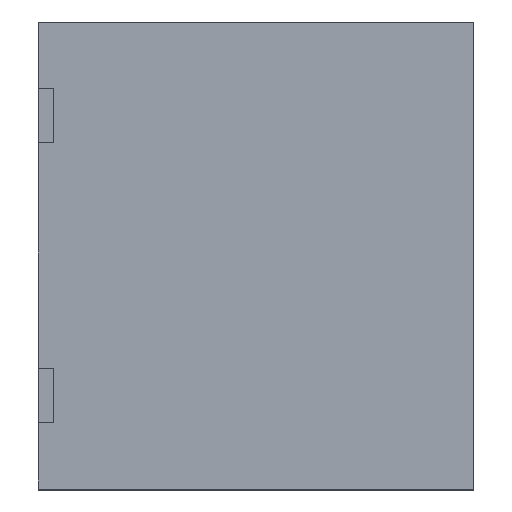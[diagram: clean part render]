
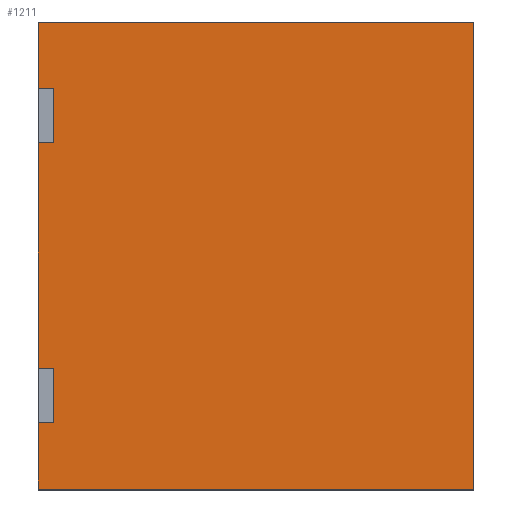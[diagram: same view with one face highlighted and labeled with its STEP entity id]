
A CAD part, top view. The second image highlights one B-rep face of the part: STEP entity #1211.
In plain terms, the highlighted planar face has unit normal (0, 0, 1).
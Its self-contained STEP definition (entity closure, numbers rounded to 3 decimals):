
#29 = CARTESIAN_POINT ( 'NONE',  ( -26., 30., 72. ) ) ;
#32 = VERTEX_POINT ( 'NONE', #1455 ) ;
#36 = VECTOR ( 'NONE', #521, 1000. ) ;
#56 = ORIENTED_EDGE ( 'NONE', *, *, #225, .T. ) ;
#100 = CARTESIAN_POINT ( 'NONE',  ( 0., 0., 72. ) ) ;
#221 = VECTOR ( 'NONE', #2967, 1000. ) ;
#225 = EDGE_CURVE ( 'NONE', #711, #1466, #511, .T. ) ;
#242 = ORIENTED_EDGE ( 'NONE', *, *, #2912, .T. ) ;
#255 = ORIENTED_EDGE ( 'NONE', *, *, #2925, .T. ) ;
#310 = EDGE_CURVE ( 'NONE', #32, #1045, #1071, .T. ) ;
#342 = DIRECTION ( 'NONE',  ( 0., 0., 1. ) ) ;
#363 = CARTESIAN_POINT ( 'NONE',  ( -24., 21.5, 72. ) ) ;
#377 = CARTESIAN_POINT ( 'NONE',  ( -24., 14.5, 72. ) ) ;
#432 = AXIS2_PLACEMENT_3D ( 'NONE', #100, #342, #2940 ) ;
#433 = DIRECTION ( 'NONE',  ( 0., -1., 0. ) ) ;
#440 = DIRECTION ( 'NONE',  ( 0., -1., 0. ) ) ;
#454 = CARTESIAN_POINT ( 'NONE',  ( -26., -14.5, 72. ) ) ;
#478 = ORIENTED_EDGE ( 'NONE', *, *, #2487, .T. ) ;
#480 = VECTOR ( 'NONE', #3106, 1000. ) ;
#493 = ORIENTED_EDGE ( 'NONE', *, *, #2708, .F. ) ;
#511 = LINE ( 'NONE', #2903, #674 ) ;
#519 = CARTESIAN_POINT ( 'NONE',  ( -26., 30., 72. ) ) ;
#521 = DIRECTION ( 'NONE',  ( 0., -1., 0. ) ) ;
#600 = EDGE_CURVE ( 'NONE', #1715, #1161, #1171, .T. ) ;
#633 = DIRECTION ( 'NONE',  ( -1., 0., 0. ) ) ;
#674 = VECTOR ( 'NONE', #760, 1000. ) ;
#711 = VERTEX_POINT ( 'NONE', #1444 ) ;
#744 = VECTOR ( 'NONE', #440, 1000. ) ;
#749 = VECTOR ( 'NONE', #2582, 1000. ) ;
#756 = CARTESIAN_POINT ( 'NONE',  ( -26., -21.5, 72. ) ) ;
#760 = DIRECTION ( 'NONE',  ( 0., 1., 0. ) ) ;
#850 = CARTESIAN_POINT ( 'NONE',  ( 30., 30., 72. ) ) ;
#887 = VECTOR ( 'NONE', #1825, 1000. ) ;
#977 = CARTESIAN_POINT ( 'NONE',  ( -26., 30., 72. ) ) ;
#987 = VECTOR ( 'NONE', #1921, 1000. ) ;
#1041 = CARTESIAN_POINT ( 'NONE',  ( -24., -14.5, 72. ) ) ;
#1045 = VERTEX_POINT ( 'NONE', #1227 ) ;
#1059 = ORIENTED_EDGE ( 'NONE', *, *, #2922, .T. ) ;
#1060 = EDGE_CURVE ( 'NONE', #2698, #1045, #2189, .T. ) ;
#1071 = LINE ( 'NONE', #363, #221 ) ;
#1095 = EDGE_CURVE ( 'NONE', #1466, #2698, #2621, .T. ) ;
#1109 = ORIENTED_EDGE ( 'NONE', *, *, #1095, .T. ) ;
#1127 = VERTEX_POINT ( 'NONE', #756 ) ;
#1138 = LINE ( 'NONE', #1373, #744 ) ;
#1147 = VERTEX_POINT ( 'NONE', #1949 ) ;
#1152 = LINE ( 'NONE', #377, #1990 ) ;
#1161 = VERTEX_POINT ( 'NONE', #2156 ) ;
#1171 = LINE ( 'NONE', #1664, #480 ) ;
#1204 = ORIENTED_EDGE ( 'NONE', *, *, #1574, .T. ) ;
#1211 = ADVANCED_FACE ( 'NONE', ( #1527 ), #1749, .T. ) ;
#1219 = CARTESIAN_POINT ( 'NONE',  ( -24., -14.5, 72. ) ) ;
#1220 = DIRECTION ( 'NONE',  ( 0., -1., 0. ) ) ;
#1227 = CARTESIAN_POINT ( 'NONE',  ( -26., 21.5, 72. ) ) ;
#1249 = ORIENTED_EDGE ( 'NONE', *, *, #1060, .T. ) ;
#1263 = LINE ( 'NONE', #977, #36 ) ;
#1279 = CARTESIAN_POINT ( 'NONE',  ( -26., 30., 72. ) ) ;
#1373 = CARTESIAN_POINT ( 'NONE',  ( -26., 30., 72. ) ) ;
#1444 = CARTESIAN_POINT ( 'NONE',  ( 30., -30., 72. ) ) ;
#1455 = CARTESIAN_POINT ( 'NONE',  ( -24., 21.5, 72. ) ) ;
#1466 = VERTEX_POINT ( 'NONE', #850 ) ;
#1527 = FACE_OUTER_BOUND ( 'NONE', #2800, .T. ) ;
#1555 = VERTEX_POINT ( 'NONE', #454 ) ;
#1574 = EDGE_CURVE ( 'NONE', #2187, #1147, #1647, .T. ) ;
#1647 = LINE ( 'NONE', #2166, #2773 ) ;
#1664 = CARTESIAN_POINT ( 'NONE',  ( -24., 14.5, 72. ) ) ;
#1715 = VERTEX_POINT ( 'NONE', #1723 ) ;
#1723 = CARTESIAN_POINT ( 'NONE',  ( -24., 14.5, 72. ) ) ;
#1749 = PLANE ( 'NONE',  #432 ) ;
#1782 = VERTEX_POINT ( 'NONE', #2550 ) ;
#1825 = DIRECTION ( 'NONE',  ( -1., 0., 0. ) ) ;
#1842 = VECTOR ( 'NONE', #633, 1000. ) ;
#1921 = DIRECTION ( 'NONE',  ( 0., -1., 0. ) ) ;
#1949 = CARTESIAN_POINT ( 'NONE',  ( -24., -21.5, 72. ) ) ;
#1952 = ORIENTED_EDGE ( 'NONE', *, *, #310, .F. ) ;
#1990 = VECTOR ( 'NONE', #433, 1000. ) ;
#2038 = ORIENTED_EDGE ( 'NONE', *, *, #600, .T. ) ;
#2058 = CARTESIAN_POINT ( 'NONE',  ( -26., -30., 72. ) ) ;
#2074 = CARTESIAN_POINT ( 'NONE',  ( -24., -21.5, 72. ) ) ;
#2124 = ORIENTED_EDGE ( 'NONE', *, *, #2744, .T. ) ;
#2156 = CARTESIAN_POINT ( 'NONE',  ( -26., 14.5, 72. ) ) ;
#2166 = CARTESIAN_POINT ( 'NONE',  ( -24., -21.5, 72. ) ) ;
#2182 = DIRECTION ( 'NONE',  ( -1., 0., 0. ) ) ;
#2187 = VERTEX_POINT ( 'NONE', #1219 ) ;
#2189 = LINE ( 'NONE', #29, #987 ) ;
#2487 = EDGE_CURVE ( 'NONE', #1161, #1555, #1263, .T. ) ;
#2530 = LINE ( 'NONE', #2058, #749 ) ;
#2550 = CARTESIAN_POINT ( 'NONE',  ( -26., -30., 72. ) ) ;
#2582 = DIRECTION ( 'NONE',  ( 1., 0., 0. ) ) ;
#2621 = LINE ( 'NONE', #519, #2722 ) ;
#2698 = VERTEX_POINT ( 'NONE', #1279 ) ;
#2708 = EDGE_CURVE ( 'NONE', #2187, #1555, #3013, .T. ) ;
#2722 = VECTOR ( 'NONE', #2182, 1000. ) ;
#2744 = EDGE_CURVE ( 'NONE', #1127, #1782, #1138, .T. ) ;
#2773 = VECTOR ( 'NONE', #1220, 1000. ) ;
#2800 = EDGE_LOOP ( 'NONE', ( #493, #1204, #1059, #2124, #242, #56, #1109, #1249, #1952, #255, #2038, #478 ) ) ;
#2811 = LINE ( 'NONE', #2074, #1842 ) ;
#2903 = CARTESIAN_POINT ( 'NONE',  ( 30., -30., 72. ) ) ;
#2912 = EDGE_CURVE ( 'NONE', #1782, #711, #2530, .T. ) ;
#2922 = EDGE_CURVE ( 'NONE', #1147, #1127, #2811, .T. ) ;
#2925 = EDGE_CURVE ( 'NONE', #32, #1715, #1152, .T. ) ;
#2940 = DIRECTION ( 'NONE',  ( 1., 0., 0. ) ) ;
#2967 = DIRECTION ( 'NONE',  ( -1., 0., 0. ) ) ;
#3013 = LINE ( 'NONE', #1041, #887 ) ;
#3106 = DIRECTION ( 'NONE',  ( -1., 0., 0. ) ) ;
